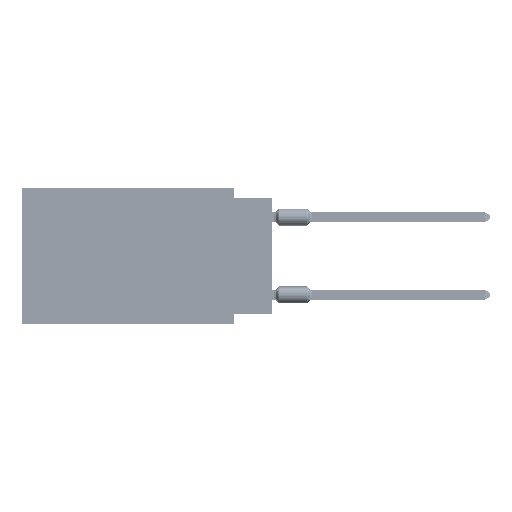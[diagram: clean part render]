
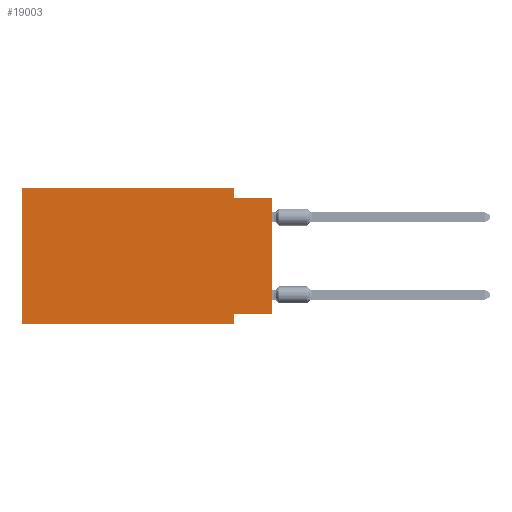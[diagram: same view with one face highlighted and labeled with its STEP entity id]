
A CAD part, left-side view. The second image highlights one B-rep face of the part: STEP entity #19003.
In plain terms, the highlighted planar face has unit normal (-1, 0, 0).
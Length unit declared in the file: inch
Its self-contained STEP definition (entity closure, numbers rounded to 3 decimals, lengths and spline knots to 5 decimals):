
#2151 = ORIENTED_EDGE ( 'NONE', *, *, #42597, .T. ) ;
#2325 = ORIENTED_EDGE ( 'NONE', *, *, #87925, .F. ) ;
#2583 = CARTESIAN_POINT ( 'NONE',  ( 0., 0., 0. ) ) ;
#3284 = LINE ( 'NONE', #13908, #8968 ) ;
#3308 = CARTESIAN_POINT ( 'NONE',  ( 0., 0., -0.325 ) ) ;
#3583 = PLANE ( 'NONE',  #53736 ) ;
#3615 = CARTESIAN_POINT ( 'NONE',  ( 0., 0.1, 0. ) ) ;
#4211 = LINE ( 'NONE', #75913, #67057 ) ;
#4339 = CARTESIAN_POINT ( 'NONE',  ( 0., 0.645, -0.35 ) ) ;
#4701 = ORIENTED_EDGE ( 'NONE', *, *, #43269, .F. ) ;
#6645 = CARTESIAN_POINT ( 'NONE',  ( 0., 0.645, -0.35 ) ) ;
#8968 = VECTOR ( 'NONE', #12160, 39.37008 ) ;
#10511 = VECTOR ( 'NONE', #55621, 39.37008 ) ;
#12160 = DIRECTION ( 'NONE',  ( 0., -1., 0. ) ) ;
#13749 = LINE ( 'NONE', #59375, #99036 ) ;
#13908 = CARTESIAN_POINT ( 'NONE',  ( 0., 0., -0.025 ) ) ;
#14350 = DIRECTION ( 'NONE',  ( 0., 0., 1. ) ) ;
#18142 = CARTESIAN_POINT ( 'NONE',  ( 0., 0.645, 0. ) ) ;
#18441 = EDGE_CURVE ( 'NONE', #46064, #74401, #66782, .T. ) ;
#19003 = ADVANCED_FACE ( 'NONE', ( #37985 ), #3583, .F. ) ;
#19011 = DIRECTION ( 'NONE',  ( 1., 0., 0. ) ) ;
#22708 = DIRECTION ( 'NONE',  ( 0., -1., 0. ) ) ;
#25795 = ORIENTED_EDGE ( 'NONE', *, *, #75533, .F. ) ;
#31418 = CARTESIAN_POINT ( 'NONE',  ( 0., 0.1, -0.35 ) ) ;
#32811 = CARTESIAN_POINT ( 'NONE',  ( 0., 0., -0.025 ) ) ;
#33244 = ORIENTED_EDGE ( 'NONE', *, *, #18441, .F. ) ;
#35537 = CARTESIAN_POINT ( 'NONE',  ( 0., 0., -0.325 ) ) ;
#37053 = VERTEX_POINT ( 'NONE', #3308 ) ;
#37985 = FACE_OUTER_BOUND ( 'NONE', #81291, .T. ) ;
#39734 = DIRECTION ( 'NONE',  ( 0., 0., -1. ) ) ;
#41865 = EDGE_CURVE ( 'NONE', #86740, #52376, #83105, .T. ) ;
#42597 = EDGE_CURVE ( 'NONE', #111890, #74401, #94426, .T. ) ;
#43269 = EDGE_CURVE ( 'NONE', #37053, #46064, #82315, .T. ) ;
#44531 = VECTOR ( 'NONE', #22708, 39.37008 ) ;
#46064 = VERTEX_POINT ( 'NONE', #77706 ) ;
#47444 = CARTESIAN_POINT ( 'NONE',  ( 0., 0.645, 0. ) ) ;
#47836 = CARTESIAN_POINT ( 'NONE',  ( 0., 0.1, -0.025 ) ) ;
#48201 = DIRECTION ( 'NONE',  ( 0., 0., 1. ) ) ;
#48394 = ORIENTED_EDGE ( 'NONE', *, *, #52744, .F. ) ;
#52376 = VERTEX_POINT ( 'NONE', #47836 ) ;
#52744 = EDGE_CURVE ( 'NONE', #111890, #112731, #13749, .T. ) ;
#53736 = AXIS2_PLACEMENT_3D ( 'NONE', #47444, #19011, #39734 ) ;
#55621 = DIRECTION ( 'NONE',  ( 0., 1., 0. ) ) ;
#59375 = CARTESIAN_POINT ( 'NONE',  ( 0., 0.645, 0. ) ) ;
#66782 = LINE ( 'NONE', #111816, #68847 ) ;
#67057 = VECTOR ( 'NONE', #69377, 39.37008 ) ;
#68847 = VECTOR ( 'NONE', #112408, 39.37008 ) ;
#69377 = DIRECTION ( 'NONE',  ( 0., -1., 0. ) ) ;
#74281 = LINE ( 'NONE', #2583, #99945 ) ;
#74401 = VERTEX_POINT ( 'NONE', #31418 ) ;
#75533 = EDGE_CURVE ( 'NONE', #52376, #96801, #3284, .T. ) ;
#75913 = CARTESIAN_POINT ( 'NONE',  ( 0., 0.645, 0. ) ) ;
#77706 = CARTESIAN_POINT ( 'NONE',  ( 0., 0.1, -0.325 ) ) ;
#81291 = EDGE_LOOP ( 'NONE', ( #107860, #25795, #89139, #2325, #48394, #2151, #33244, #4701 ) ) ;
#82315 = LINE ( 'NONE', #35537, #10511 ) ;
#83105 = LINE ( 'NONE', #85871, #99338 ) ;
#85871 = CARTESIAN_POINT ( 'NONE',  ( 0., 0.1, 0. ) ) ;
#86740 = VERTEX_POINT ( 'NONE', #3615 ) ;
#87925 = EDGE_CURVE ( 'NONE', #112731, #86740, #4211, .T. ) ;
#89139 = ORIENTED_EDGE ( 'NONE', *, *, #41865, .F. ) ;
#94426 = LINE ( 'NONE', #4339, #44531 ) ;
#96801 = VERTEX_POINT ( 'NONE', #32811 ) ;
#99036 = VECTOR ( 'NONE', #14350, 39.37008 ) ;
#99338 = VECTOR ( 'NONE', #101470, 39.37008 ) ;
#99945 = VECTOR ( 'NONE', #48201, 39.37008 ) ;
#101470 = DIRECTION ( 'NONE',  ( 0., 0., -1. ) ) ;
#105183 = EDGE_CURVE ( 'NONE', #37053, #96801, #74281, .T. ) ;
#107860 = ORIENTED_EDGE ( 'NONE', *, *, #105183, .T. ) ;
#111816 = CARTESIAN_POINT ( 'NONE',  ( 0., 0.1, -0.35 ) ) ;
#111890 = VERTEX_POINT ( 'NONE', #6645 ) ;
#112408 = DIRECTION ( 'NONE',  ( 0., 0., -1. ) ) ;
#112731 = VERTEX_POINT ( 'NONE', #18142 ) ;
